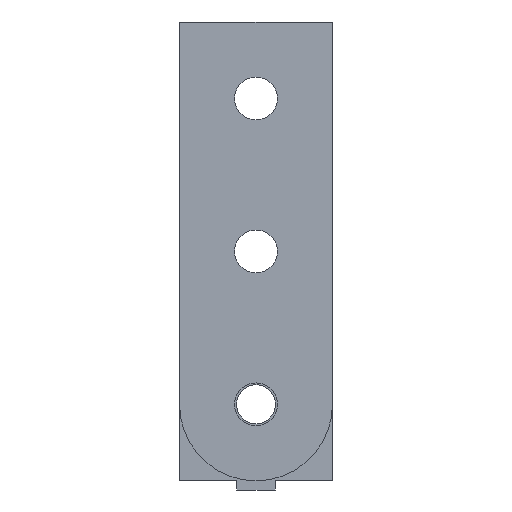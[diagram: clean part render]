
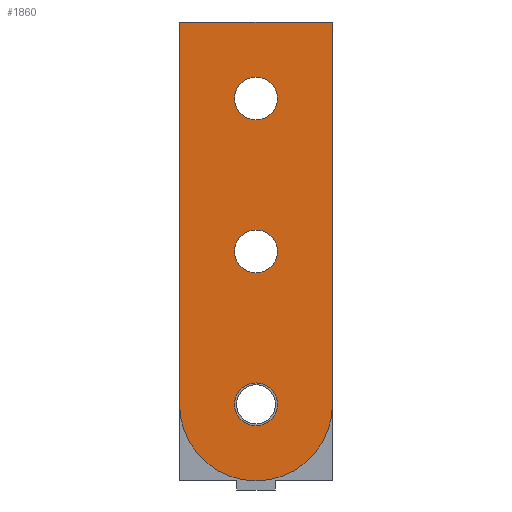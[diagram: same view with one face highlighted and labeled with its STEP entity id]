
A CAD part, left-side view. The second image highlights one B-rep face of the part: STEP entity #1860.
In plain terms, the highlighted planar face has unit normal (-1, 0, 0).
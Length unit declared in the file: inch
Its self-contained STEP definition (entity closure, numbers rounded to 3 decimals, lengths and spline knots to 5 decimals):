
#1518=CARTESIAN_POINT('',(-0.75,-0.14,1.5));
#1519=VERTEX_POINT('',#1518);
#1528=CARTESIAN_POINT('',(-0.75,0.14,1.5));
#1529=VERTEX_POINT('',#1528);
#1530=CARTESIAN_POINT('',(-0.75,0.,1.5));
#1531=DIRECTION('',(1.0,0.0,0.0));
#1532=DIRECTION('',(0.0,-1.0,0.0));
#1533=AXIS2_PLACEMENT_3D('',#1530,#1531,#1532);
#1534=CIRCLE('',#1533,0.14);
#1535=EDGE_CURVE('',#1529,#1519,#1534,.T.);
#1560=CARTESIAN_POINT('',(-0.75,-0.14,2.5));
#1561=VERTEX_POINT('',#1560);
#1570=CARTESIAN_POINT('',(-0.75,0.14,2.5));
#1571=VERTEX_POINT('',#1570);
#1572=CARTESIAN_POINT('',(-0.75,0.,2.5));
#1573=DIRECTION('',(1.0,0.0,0.0));
#1574=DIRECTION('',(0.0,-1.0,0.0));
#1575=AXIS2_PLACEMENT_3D('',#1572,#1573,#1574);
#1576=CIRCLE('',#1575,0.14);
#1577=EDGE_CURVE('',#1571,#1561,#1576,.T.);
#1602=CARTESIAN_POINT('',(-0.75,-0.14,0.5));
#1603=VERTEX_POINT('',#1602);
#1612=CARTESIAN_POINT('',(-0.75,0.14,0.5));
#1613=VERTEX_POINT('',#1612);
#1614=CARTESIAN_POINT('',(-0.75,0.,0.5));
#1615=DIRECTION('',(1.0,0.0,0.0));
#1616=DIRECTION('',(0.0,-1.0,0.0));
#1617=AXIS2_PLACEMENT_3D('',#1614,#1615,#1616);
#1618=CIRCLE('',#1617,0.14);
#1619=EDGE_CURVE('',#1613,#1603,#1618,.T.);
#1653=CARTESIAN_POINT('',(-0.75,0.,0.5));
#1654=DIRECTION('',(1.0,0.0,0.0));
#1655=DIRECTION('',(0.0,-1.0,0.0));
#1656=AXIS2_PLACEMENT_3D('',#1653,#1654,#1655);
#1657=CIRCLE('',#1656,0.14);
#1658=EDGE_CURVE('',#1603,#1613,#1657,.T.);
#1677=CARTESIAN_POINT('',(-0.75,0.,2.5));
#1678=DIRECTION('',(1.0,0.0,0.0));
#1679=DIRECTION('',(0.0,-1.0,0.0));
#1680=AXIS2_PLACEMENT_3D('',#1677,#1678,#1679);
#1681=CIRCLE('',#1680,0.14);
#1682=EDGE_CURVE('',#1561,#1571,#1681,.T.);
#1701=CARTESIAN_POINT('',(-0.75,0.,1.5));
#1702=DIRECTION('',(1.0,0.0,0.0));
#1703=DIRECTION('',(0.0,-1.0,0.0));
#1704=AXIS2_PLACEMENT_3D('',#1701,#1702,#1703);
#1705=CIRCLE('',#1704,0.14);
#1706=EDGE_CURVE('',#1519,#1529,#1705,.T.);
#1726=CARTESIAN_POINT('',(-0.75,0.5,0.5));
#1727=VERTEX_POINT('',#1726);
#1734=CARTESIAN_POINT('',(-0.75,0.5,3.));
#1735=VERTEX_POINT('',#1734);
#1736=CARTESIAN_POINT('',(-0.75,0.5,0.5));
#1737=DIRECTION('',(0.0,0.0,1.0));
#1738=VECTOR('',#1737,2.5);
#1739=LINE('',#1736,#1738);
#1740=EDGE_CURVE('',#1727,#1735,#1739,.T.);
#1765=CARTESIAN_POINT('',(-0.75,-0.5,0.5));
#1766=VERTEX_POINT('',#1765);
#1773=CARTESIAN_POINT('',(-0.75,0.,0.5));
#1774=DIRECTION('',(1.0,0.,0.));
#1775=DIRECTION('',(0.,-0.707,-0.707));
#1776=AXIS2_PLACEMENT_3D('',#1773,#1774,#1775);
#1777=CIRCLE('',#1776,0.5);
#1778=EDGE_CURVE('',#1766,#1727,#1777,.T.);
#1797=CARTESIAN_POINT('',(-0.75,-0.5,3.));
#1798=VERTEX_POINT('',#1797);
#1805=CARTESIAN_POINT('',(-0.75,-0.5,3.));
#1806=DIRECTION('',(0.0,0.0,-1.0));
#1807=VECTOR('',#1806,2.5);
#1808=LINE('',#1805,#1807);
#1809=EDGE_CURVE('',#1798,#1766,#1808,.T.);
#1827=CARTESIAN_POINT('',(-0.75,0.5,3.));
#1828=DIRECTION('',(0.0,-1.0,0.0));
#1829=VECTOR('',#1828,1.0);
#1830=LINE('',#1827,#1829);
#1831=EDGE_CURVE('',#1735,#1798,#1830,.T.);
#1837=CARTESIAN_POINT('',(-0.75,0.,1.04184));
#1838=DIRECTION('',(-1.0,0.0,0.0));
#1839=DIRECTION('',(0.0,1.0,0.0));
#1840=AXIS2_PLACEMENT_3D('',#1837,#1838,#1839);
#1841=PLANE('',#1840);
#1842=ORIENTED_EDGE('',*,*,#1831,.F.);
#1843=ORIENTED_EDGE('',*,*,#1740,.F.);
#1844=ORIENTED_EDGE('',*,*,#1778,.F.);
#1845=ORIENTED_EDGE('',*,*,#1809,.F.);
#1846=EDGE_LOOP('',(#1842,#1843,#1844,#1845));
#1847=FACE_OUTER_BOUND('',#1846,.T.);
#1848=ORIENTED_EDGE('',*,*,#1658,.T.);
#1849=ORIENTED_EDGE('',*,*,#1619,.T.);
#1850=EDGE_LOOP('',(#1848,#1849));
#1851=FACE_BOUND('',#1850,.T.);
#1852=ORIENTED_EDGE('',*,*,#1682,.T.);
#1853=ORIENTED_EDGE('',*,*,#1577,.T.);
#1854=EDGE_LOOP('',(#1852,#1853));
#1855=FACE_BOUND('',#1854,.T.);
#1856=ORIENTED_EDGE('',*,*,#1706,.T.);
#1857=ORIENTED_EDGE('',*,*,#1535,.T.);
#1858=EDGE_LOOP('',(#1856,#1857));
#1859=FACE_BOUND('',#1858,.T.);
#1860=ADVANCED_FACE('',(#1847,#1851,#1855,#1859),#1841,.T.);
